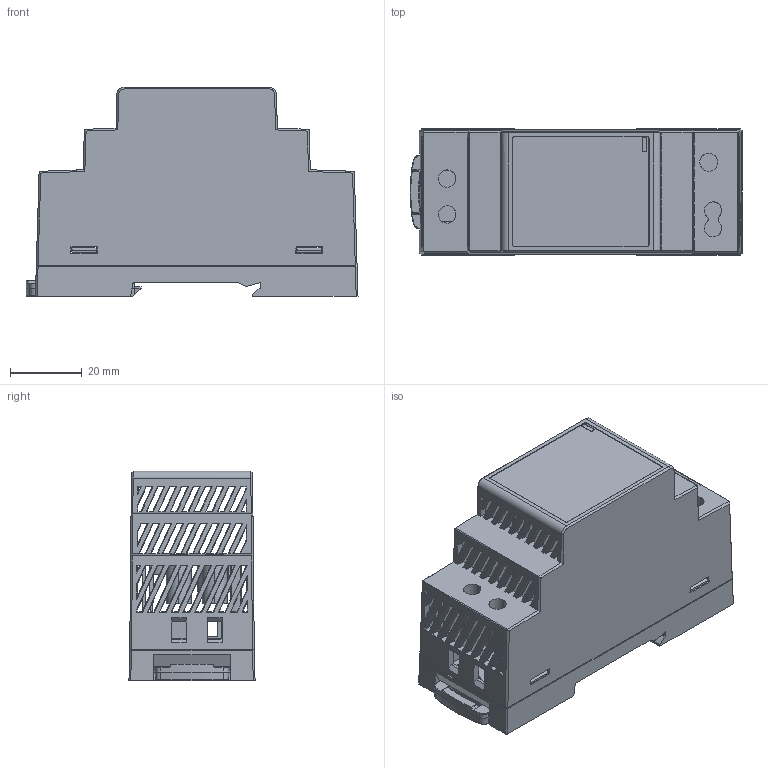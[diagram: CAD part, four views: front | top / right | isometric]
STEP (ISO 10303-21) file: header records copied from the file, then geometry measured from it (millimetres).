
FILE_DESCRIPTION((''),'2;1');
FILE_NAME('ADMI8B68D86F1RRT_ASM_ASM','2024-07-26T',('Administrator'),(''),'PRO/ENGINEER BY PARAMETRIC TECHNOLOGY CORPORATION, 2010280','PRO/ENGINEER BY PARAMETRIC TECHNOLOGY CORPORATION, 2010280','');
FILE_SCHEMA(('CONFIG_CONTROL_DESIGN','SHAPE_APPEARANCE_LAYERS_GROUPS'));
Length unit declared in the file: millimetre
Products named in the file (5): MANIFOLD_SOLID_BREP_811; MANIFOLD_SOLID_BREP_812; MANIFOLD_SOLID_BREP_814; MANIFOLD_SOLID_BREP_813; ADMI8B68D86F1RRT_ASM_ASM
Assembly tree (4 placements, depth 2):
  ADMI8B68D86F1RRT_ASM_ASM
    MANIFOLD_SOLID_BREP_811
    MANIFOLD_SOLID_BREP_812
    MANIFOLD_SOLID_BREP_814
    MANIFOLD_SOLID_BREP_813
Bounding box: 92.63 x 35.2 x 58.5 mm (x, y, z)
Volume: 32762.4 mm3; surface area: 41558.8 mm2
Topology: 4 solids, 4 shells, 937 faces, 2864 edges, 1853 vertices
Faces by surface type: plane 778, cylinder 86, cone 31, bspline 24, torus 14, sphere 4
Entity records: 42482 total; most frequent: CARTESIAN_POINT 7594, ORIENTED_EDGE 5720, DIRECTION 4581, PRESENTATION_STYLE_ASSIGNMENT 2958, STYLED_ITEM 2864, CURVE_STYLE 2860, EDGE_CURVE 2860, VECTOR 2457
